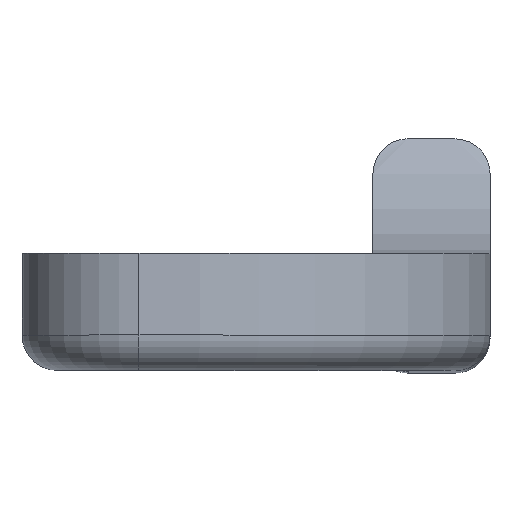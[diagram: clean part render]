
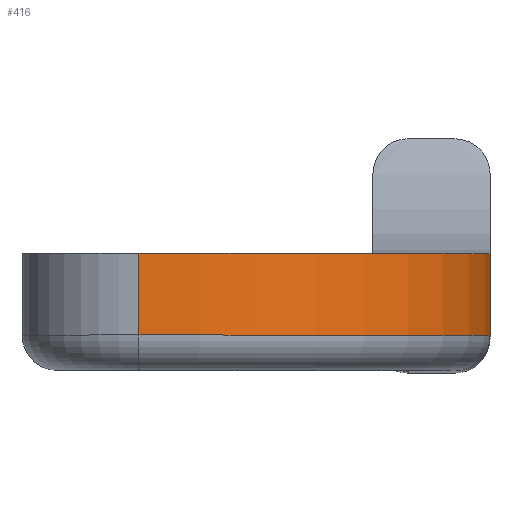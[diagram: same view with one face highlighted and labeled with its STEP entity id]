
A CAD part, top view. The second image highlights one B-rep face of the part: STEP entity #416.
In plain terms, the highlighted cylindrical face has radius 15 mm (diameter 30 mm), a partial arc.
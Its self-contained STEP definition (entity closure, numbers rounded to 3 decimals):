
#52=FACE_OUTER_BOUND('',#81,.T.);
#81=EDGE_LOOP('',(#366,#367,#368,#369));
#101=CIRCLE('',#467,15.);
#111=CIRCLE('',#485,15.);
#136=LINE('',#762,#161);
#138=LINE('',#766,#163);
#161=VECTOR('',#611,10.);
#163=VECTOR('',#617,10.);
#184=VERTEX_POINT('',#694);
#186=VERTEX_POINT('',#700);
#198=VERTEX_POINT('',#750);
#199=VERTEX_POINT('',#752);
#228=EDGE_CURVE('',#186,#184,#101,.T.);
#249=EDGE_CURVE('',#199,#198,#111,.T.);
#254=EDGE_CURVE('',#198,#184,#136,.T.);
#257=EDGE_CURVE('',#186,#199,#138,.T.);
#366=ORIENTED_EDGE('',*,*,#228,.F.);
#367=ORIENTED_EDGE('',*,*,#257,.T.);
#368=ORIENTED_EDGE('',*,*,#249,.T.);
#369=ORIENTED_EDGE('',*,*,#254,.T.);
#392=CYLINDRICAL_SURFACE('',#496,15.);
#416=ADVANCED_FACE('',(#52),#392,.T.);
#467=AXIS2_PLACEMENT_3D('',#702,#556,#557);
#485=AXIS2_PLACEMENT_3D('',#753,#602,#603);
#496=AXIS2_PLACEMENT_3D('',#776,#631,#632);
#556=DIRECTION('center_axis',(0.,-1.,0.));
#557=DIRECTION('ref_axis',(0.707,0.,0.707));
#602=DIRECTION('center_axis',(0.,-1.,0.));
#603=DIRECTION('ref_axis',(0.707,0.,0.707));
#611=DIRECTION('',(0.,-1.,0.));
#617=DIRECTION('',(0.,1.,0.));
#631=DIRECTION('center_axis',(0.,-1.,0.));
#632=DIRECTION('ref_axis',(0.707,0.,0.707));
#694=CARTESIAN_POINT('',(-10.,-1.,40.));
#700=CARTESIAN_POINT('',(5.,-1.,25.));
#702=CARTESIAN_POINT('Origin',(-10.,-1.,25.));
#750=CARTESIAN_POINT('',(-10.,2.5,40.));
#752=CARTESIAN_POINT('',(5.,2.5,25.));
#753=CARTESIAN_POINT('Origin',(-10.,2.5,25.));
#762=CARTESIAN_POINT('',(-10.,1.25,40.));
#766=CARTESIAN_POINT('',(5.,1.25,25.));
#776=CARTESIAN_POINT('Origin',(-10.,1.25,25.));
